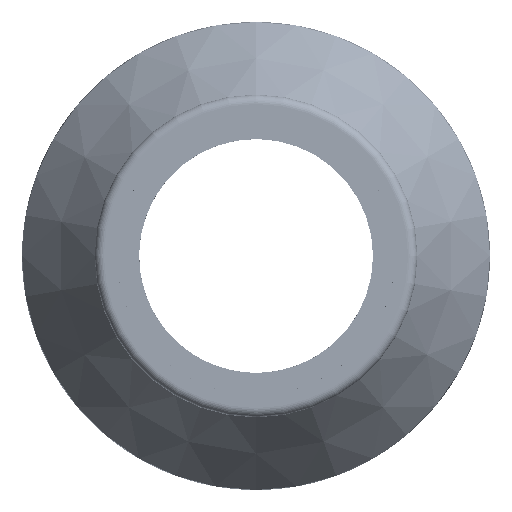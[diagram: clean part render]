
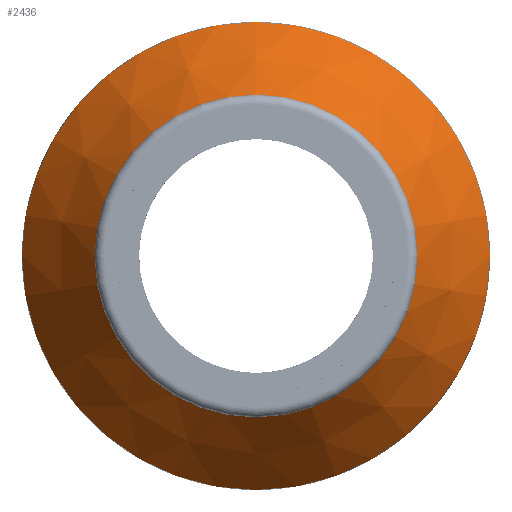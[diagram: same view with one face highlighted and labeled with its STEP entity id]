
A CAD part, front view. The second image highlights one B-rep face of the part: STEP entity #2436.
In plain terms, the highlighted conical face has half-angle 34.563 degrees and reference radius 10 mm.
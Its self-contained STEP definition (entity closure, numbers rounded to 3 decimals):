
#35=CONICAL_SURFACE('',#36259,10.,34.563);
#211=CIRCLE('',#36148,10.);
#227=CIRCLE('',#36258,6.9);
#248=FACE_BOUND('',#7874,.T.);
#249=FACE_BOUND('',#7875,.T.);
#2436=ADVANCED_FACE('',(#248,#249),#35,.T.);
#7874=EDGE_LOOP('',(#15409));
#7875=EDGE_LOOP('',(#15410));
#15409=ORIENTED_EDGE('',*,*,#29277,.T.);
#15410=ORIENTED_EDGE('',*,*,#29017,.F.);
#23712=VERTEX_POINT('',#189696);
#23888=VERTEX_POINT('',#197115);
#29017=EDGE_CURVE('',#23712,#23712,#211,.T.);
#29277=EDGE_CURVE('',#23888,#23888,#227,.T.);
#36148=AXIS2_PLACEMENT_3D('',#189695,#37980,#37981);
#36258=AXIS2_PLACEMENT_3D('',#197114,#38208,#38209);
#36259=AXIS2_PLACEMENT_3D('',#197116,#38210,#38211);
#37980=DIRECTION('',(0.,1.,0.));
#37981=DIRECTION('',(0.,0.,1.));
#38208=DIRECTION('',(0.,1.,0.));
#38209=DIRECTION('',(0.,0.,1.));
#38210=DIRECTION('',(0.,1.,0.));
#38211=DIRECTION('',(0.,0.,1.));
#189695=CARTESIAN_POINT('',(0.,12.5,0.));
#189696=CARTESIAN_POINT('',(0.,12.5,10.));
#197114=CARTESIAN_POINT('',(0.,8.,0.));
#197115=CARTESIAN_POINT('',(0.,8.,6.9));
#197116=CARTESIAN_POINT('',(0.,12.5,0.));
